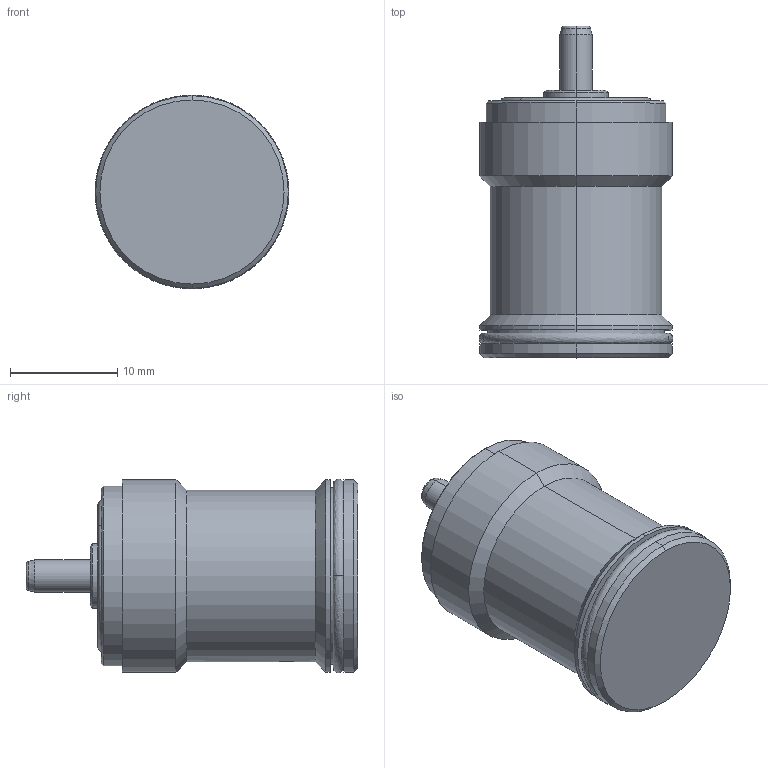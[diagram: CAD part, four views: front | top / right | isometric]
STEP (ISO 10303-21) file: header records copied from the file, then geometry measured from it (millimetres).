
FILE_DESCRIPTION (( 'STEP AP203' ), '1' );
FILE_NAME ('PT182403.stp', '2012-09-05T18:43:17', ( 'Jordi' ), ( '' ), 'SwSTEP 2.0', 'SolidWorks 2011', '' );
FILE_SCHEMA (( 'CONFIG_CONTROL_DESIGN' ));
Length unit declared in the file: millimetre
Products named in the file (6): PT182403; Junta Viton 16x1; Junta Viton 12x1; tapa piston; embolo piston-v1; Cuerpo Piston
Assembly tree (5 placements, depth 2):
  PT182403
    tapa piston
    Junta Viton 12x1
    Junta Viton 16x1
    Cuerpo Piston
    embolo piston-v1
Bounding box: 18.1 x 31 x 18.1 mm (x, y, z)
Volume: 6494.3 mm3; surface area: 3723.6 mm2
Topology: 5 solids, 5 shells, 86 faces, 176 edges, 103 vertices
Faces by surface type: cylinder 32, cone 27, plane 15, torus 8, bspline 4
Entity records: 2983 total; most frequent: CARTESIAN_POINT 485, DIRECTION 453, ORIENTED_EDGE 352, AXIS2_PLACEMENT_3D 197, EDGE_CURVE 176, CIRCLE 107, VERTEX_POINT 103, EDGE_LOOP 97
